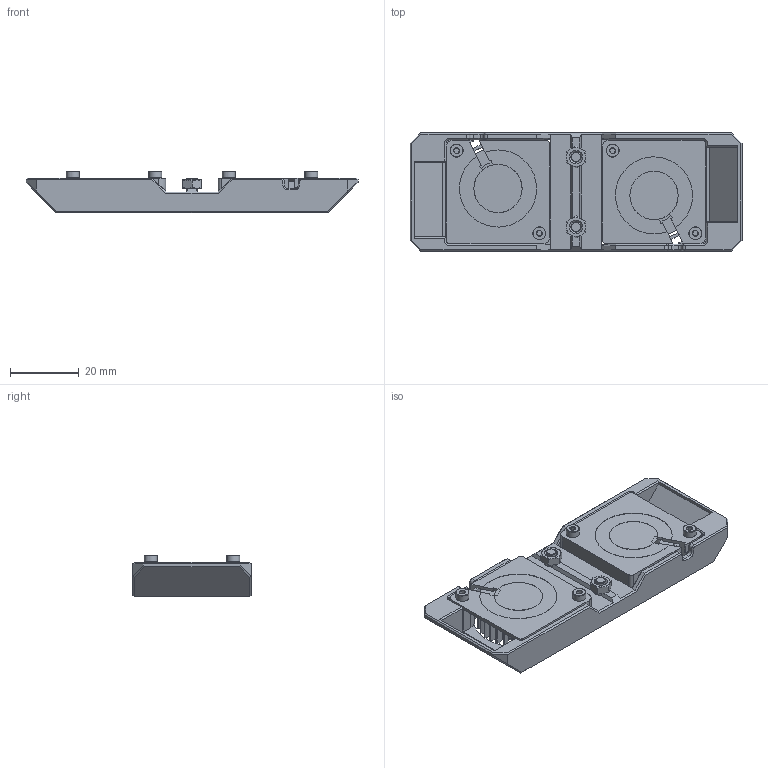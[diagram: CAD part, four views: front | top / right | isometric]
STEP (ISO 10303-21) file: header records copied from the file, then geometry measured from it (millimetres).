
FILE_DESCRIPTION(/* description */ (''),/* implementation_level */ '2;1');
FILE_NAME(/* name */ 'Bed_Fans.step',/* time_stamp */ '2024-06-12T17:22:37+01:00',/* author */ (''),/* organization */ (''),/* preprocessor_version */ 'ST-DEVELOPER v20',/* originating_system */ 'Autodesk Translation Framework v13.14.0.145',/* authorisation */ '');
FILE_SCHEMA (('AUTOMOTIVE_DESIGN { 1 0 10303 214 3 1 1 }'));
Length unit declared in the file: millimetre
Products named in the file (11): Bed Fans; Printed Parts; dual_bed_fan_holder; Hardware; Bolts; M3x8 BHCS; M2x10 SHCS; Fans; 3010 DC Blower Fan; Hexnuts; M3 Hexnut
Assembly tree (16 placements, depth 4):
  Bed Fans
    Printed Parts
      dual_bed_fan_holder
    Hardware
      Bolts
        M3x8 BHCS  x2
        M2x10 SHCS  x4
      Fans
        3010 DC Blower Fan  x2
      Hexnuts
        M3 Hexnut  x2
Bounding box: 96.4 x 34.3 x 12 mm (x, y, z)
Volume: 16697.7 mm3; surface area: 23302.1 mm2
Topology: 13 solids, 13 shells, 1063 faces, 2852 edges, 1827 vertices
Faces by surface type: cylinder 512, plane 421, cone 118, bspline 8, sphere 2, torus 2
Full cylindrical faces by diameter (mm): 2 x4, 2.1 x4, 2.5 x4, 3 x4, 3.3 x2, 3.8 x4, 5.7 x2, 6 x2, 12 x2, 14 x2, 15.5 x2, 17.5 x2, 24 x2, 25.7 x2
Entity records: 20972 total; most frequent: CARTESIAN_POINT 4261, DIRECTION 3670, ORIENTED_EDGE 3412, EDGE_CURVE 1706, AXIS2_PLACEMENT_3D 1371, VERTEX_POINT 1086, LINE 928, VECTOR 928
